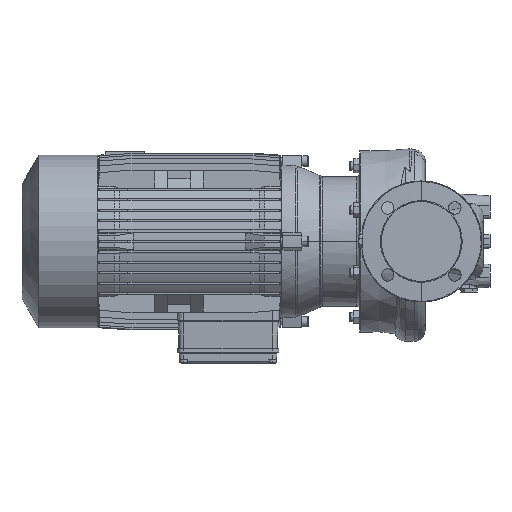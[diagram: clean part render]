
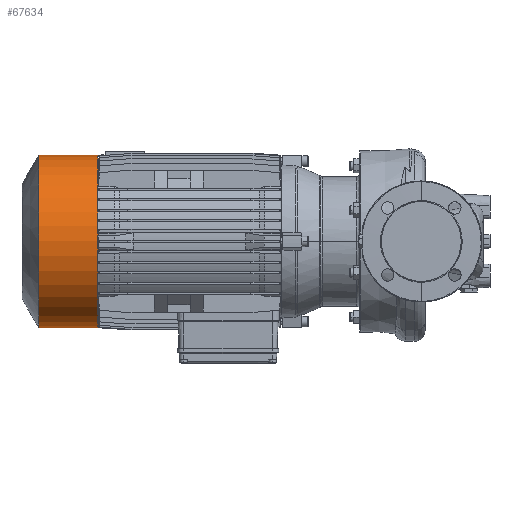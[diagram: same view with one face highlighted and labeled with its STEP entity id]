
A CAD part, left-side view. The second image highlights one B-rep face of the part: STEP entity #67634.
In plain terms, the highlighted cylindrical face has radius 131.7 mm (diameter 263.4 mm), a partial arc.
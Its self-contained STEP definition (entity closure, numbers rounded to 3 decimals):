
#239 = EDGE_CURVE ( 'NONE', #84790, #37177, #98407, .T. ) ;
#6454 = DIRECTION ( 'NONE',  ( 0., 1., 0. ) ) ;
#8822 = CARTESIAN_POINT ( 'NONE',  ( 0., 513.481, 131.7 ) ) ;
#8830 = CARTESIAN_POINT ( 'NONE',  ( 0., 423., 0. ) ) ;
#12058 = FACE_OUTER_BOUND ( 'NONE', #123873, .T. ) ;
#19358 = DIRECTION ( 'NONE',  ( 0., 0., -1. ) ) ;
#19738 = CARTESIAN_POINT ( 'NONE',  ( 0., 513.481, 0. ) ) ;
#37096 = CARTESIAN_POINT ( 'NONE',  ( 0., 513.481, 0. ) ) ;
#37177 = VERTEX_POINT ( 'NONE', #138852 ) ;
#47970 = ORIENTED_EDGE ( 'NONE', *, *, #144125, .T. ) ;
#51109 = ORIENTED_EDGE ( 'NONE', *, *, #134569, .T. ) ;
#54052 = VERTEX_POINT ( 'NONE', #78326 ) ;
#58160 = ORIENTED_EDGE ( 'NONE', *, *, #89813, .F. ) ;
#61375 = CYLINDRICAL_SURFACE ( 'NONE', #110036, 131.7 ) ;
#62168 = DIRECTION ( 'NONE',  ( 0., 0., -1. ) ) ;
#63093 = VECTOR ( 'NONE', #76577, 1000. ) ;
#67634 = ADVANCED_FACE ( 'NONE', ( #12058 ), #61375, .T. ) ;
#76577 = DIRECTION ( 'NONE',  ( 0., -1., 0. ) ) ;
#76826 = ORIENTED_EDGE ( 'NONE', *, *, #239, .T. ) ;
#78326 = CARTESIAN_POINT ( 'NONE',  ( 0., 513.481, -131.7 ) ) ;
#84203 = VERTEX_POINT ( 'NONE', #118466 ) ;
#84790 = VERTEX_POINT ( 'NONE', #108537 ) ;
#86417 = DIRECTION ( 'NONE',  ( 0., -1., 0. ) ) ;
#89813 = EDGE_CURVE ( 'NONE', #84203, #37177, #92903, .T. ) ;
#92903 = LINE ( 'NONE', #8822, #152158 ) ;
#98407 = CIRCLE ( 'NONE', #139772, 131.7 ) ;
#104246 = DIRECTION ( 'NONE',  ( 0., -1., 0. ) ) ;
#108537 = CARTESIAN_POINT ( 'NONE',  ( 0., 423., -131.7 ) ) ;
#110036 = AXIS2_PLACEMENT_3D ( 'NONE', #37096, #86417, #62168 ) ;
#118466 = CARTESIAN_POINT ( 'NONE',  ( 0., 513.481, 131.7 ) ) ;
#122617 = AXIS2_PLACEMENT_3D ( 'NONE', #19738, #157941, #146606 ) ;
#123873 = EDGE_LOOP ( 'NONE', ( #58160, #47970, #51109, #76826 ) ) ;
#125889 = LINE ( 'NONE', #154142, #63093 ) ;
#134569 = EDGE_CURVE ( 'NONE', #54052, #84790, #125889, .T. ) ;
#138852 = CARTESIAN_POINT ( 'NONE',  ( 0., 423., 131.7 ) ) ;
#139772 = AXIS2_PLACEMENT_3D ( 'NONE', #8830, #6454, #19358 ) ;
#140773 = CIRCLE ( 'NONE', #122617, 131.7 ) ;
#144125 = EDGE_CURVE ( 'NONE', #84203, #54052, #140773, .T. ) ;
#146606 = DIRECTION ( 'NONE',  ( 0., 0., -1. ) ) ;
#152158 = VECTOR ( 'NONE', #104246, 1000. ) ;
#154142 = CARTESIAN_POINT ( 'NONE',  ( 0., 513.481, -131.7 ) ) ;
#157941 = DIRECTION ( 'NONE',  ( 0., -1., 0. ) ) ;
